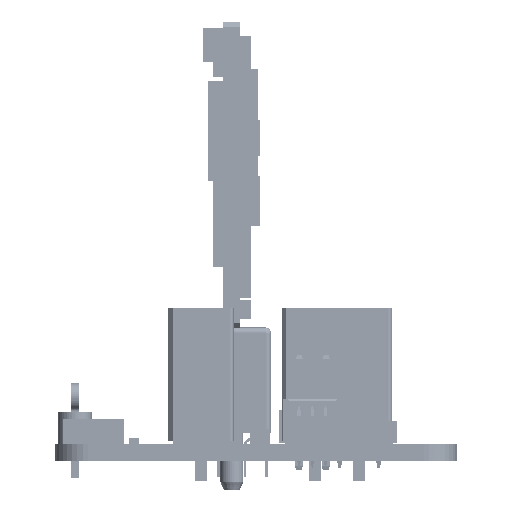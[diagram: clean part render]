
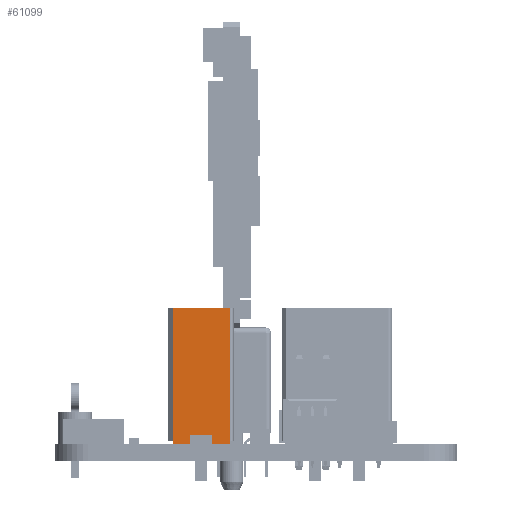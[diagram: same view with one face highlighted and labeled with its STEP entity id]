
A CAD part, left-side view. The second image highlights one B-rep face of the part: STEP entity #61099.
In plain terms, the highlighted face is planar.
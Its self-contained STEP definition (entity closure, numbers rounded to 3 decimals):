
#57669 = PLANE('',#57670);
#57670 = AXIS2_PLACEMENT_3D('',#57671,#57672,#57673);
#57671 = CARTESIAN_POINT('',(-2.7,0.,0.));
#57672 = DIRECTION('',(1.,0.,0.));
#57673 = DIRECTION('',(0.,0.,-1.));
#57694 = VERTEX_POINT('',#57695);
#57695 = CARTESIAN_POINT('',(-2.7,12.8,4.8));
#57709 = PLANE('',#57710);
#57710 = AXIS2_PLACEMENT_3D('',#57711,#57712,#57713);
#57711 = CARTESIAN_POINT('',(-2.7,12.8,-4.8));
#57712 = DIRECTION('',(0.,1.,0.));
#57713 = DIRECTION('',(0.,0.,1.));
#57721 = EDGE_CURVE('',#57694,#57722,#57724,.T.);
#57722 = VERTEX_POINT('',#57723);
#57723 = CARTESIAN_POINT('',(-2.7,0.,4.8));
#57724 = SURFACE_CURVE('',#57725,(#57729,#57736),.PCURVE_S1.);
#57725 = LINE('',#57726,#57727);
#57726 = CARTESIAN_POINT('',(-2.7,12.8,4.8));
#57727 = VECTOR('',#57728,1.);
#57728 = DIRECTION('',(0.,-1.,0.));
#57729 = PCURVE('',#57669,#57730);
#57730 = DEFINITIONAL_REPRESENTATION('',(#57731),#57735);
#57731 = LINE('',#57732,#57733);
#57732 = CARTESIAN_POINT('',(-4.8,12.8));
#57733 = VECTOR('',#57734,1.);
#57734 = DIRECTION('',(0.,-1.));
#57735 = ( GEOMETRIC_REPRESENTATION_CONTEXT(2) 
PARAMETRIC_REPRESENTATION_CONTEXT() REPRESENTATION_CONTEXT('2D SPACE',''
  ) );
#57736 = PCURVE('',#57737,#57742);
#57737 = PLANE('',#57738);
#57738 = AXIS2_PLACEMENT_3D('',#57739,#57740,#57741);
#57739 = CARTESIAN_POINT('',(-2.7,12.8,4.8));
#57740 = DIRECTION('',(0.,0.,1.));
#57741 = DIRECTION('',(0.,-1.,0.));
#57742 = DEFINITIONAL_REPRESENTATION('',(#57743),#57747);
#57743 = LINE('',#57744,#57745);
#57744 = CARTESIAN_POINT('',(0.,0.));
#57745 = VECTOR('',#57746,1.);
#57746 = DIRECTION('',(1.,0.));
#57747 = ( GEOMETRIC_REPRESENTATION_CONTEXT(2) 
PARAMETRIC_REPRESENTATION_CONTEXT() REPRESENTATION_CONTEXT('2D SPACE',''
  ) );
#57765 = PLANE('',#57766);
#57766 = AXIS2_PLACEMENT_3D('',#57767,#57768,#57769);
#57767 = CARTESIAN_POINT('',(-2.7,0.,4.8));
#57768 = DIRECTION('',(0.,-1.,0.));
#57769 = DIRECTION('',(0.,0.,-1.));
#58438 = PLANE('',#58439);
#58439 = AXIS2_PLACEMENT_3D('',#58440,#58441,#58442);
#58440 = CARTESIAN_POINT('',(2.7,0.,0.));
#58441 = DIRECTION('',(1.,0.,0.));
#58442 = DIRECTION('',(0.,0.,-1.));
#58677 = PLANE('',#58678);
#58678 = AXIS2_PLACEMENT_3D('',#58679,#58680,#58681);
#58679 = CARTESIAN_POINT('',(-2.7,0.8,4.8));
#58680 = DIRECTION('',(0.,-1.,0.));
#58681 = DIRECTION('',(1.,0.,0.));
#58776 = PLANE('',#58777);
#58777 = AXIS2_PLACEMENT_3D('',#58778,#58779,#58780);
#58778 = CARTESIAN_POINT('',(1.,0.,3.8));
#58779 = DIRECTION('',(1.,0.,0.));
#58780 = DIRECTION('',(0.,0.,1.));
#58804 = PLANE('',#58805);
#58805 = AXIS2_PLACEMENT_3D('',#58806,#58807,#58808);
#58806 = CARTESIAN_POINT('',(-2.7,0.,4.8));
#58807 = DIRECTION('',(0.,-1.,0.));
#58808 = DIRECTION('',(0.,0.,-1.));
#58882 = PLANE('',#58883);
#58883 = AXIS2_PLACEMENT_3D('',#58884,#58885,#58886);
#58884 = CARTESIAN_POINT('',(-1.,0.,4.8));
#58885 = DIRECTION('',(-1.,0.,0.));
#58886 = DIRECTION('',(0.,0.,-1.));
#59165 = EDGE_CURVE('',#57722,#59166,#59168,.T.);
#59166 = VERTEX_POINT('',#59167);
#59167 = CARTESIAN_POINT('',(-1.,0.,4.8));
#59168 = SURFACE_CURVE('',#59169,(#59173,#59180),.PCURVE_S1.);
#59169 = LINE('',#59170,#59171);
#59170 = CARTESIAN_POINT('',(-2.7,0.,4.8));
#59171 = VECTOR('',#59172,1.);
#59172 = DIRECTION('',(1.,0.,0.));
#59173 = PCURVE('',#57765,#59174);
#59174 = DEFINITIONAL_REPRESENTATION('',(#59175),#59179);
#59175 = LINE('',#59176,#59177);
#59176 = CARTESIAN_POINT('',(0.,0.));
#59177 = VECTOR('',#59178,1.);
#59178 = DIRECTION('',(0.,1.));
#59179 = ( GEOMETRIC_REPRESENTATION_CONTEXT(2) 
PARAMETRIC_REPRESENTATION_CONTEXT() REPRESENTATION_CONTEXT('2D SPACE',''
  ) );
#59180 = PCURVE('',#57737,#59181);
#59181 = DEFINITIONAL_REPRESENTATION('',(#59182),#59186);
#59182 = LINE('',#59183,#59184);
#59183 = CARTESIAN_POINT('',(12.8,0.));
#59184 = VECTOR('',#59185,1.);
#59185 = DIRECTION('',(0.,1.));
#59186 = ( GEOMETRIC_REPRESENTATION_CONTEXT(2) 
PARAMETRIC_REPRESENTATION_CONTEXT() REPRESENTATION_CONTEXT('2D SPACE',''
  ) );
#59214 = EDGE_CURVE('',#59215,#59217,#59219,.T.);
#59215 = VERTEX_POINT('',#59216);
#59216 = CARTESIAN_POINT('',(1.,0.,4.8));
#59217 = VERTEX_POINT('',#59218);
#59218 = CARTESIAN_POINT('',(2.7,0.,4.8));
#59219 = SURFACE_CURVE('',#59220,(#59224,#59231),.PCURVE_S1.);
#59220 = LINE('',#59221,#59222);
#59221 = CARTESIAN_POINT('',(1.,0.,4.8));
#59222 = VECTOR('',#59223,1.);
#59223 = DIRECTION('',(1.,0.,0.));
#59224 = PCURVE('',#58804,#59225);
#59225 = DEFINITIONAL_REPRESENTATION('',(#59226),#59230);
#59226 = LINE('',#59227,#59228);
#59227 = CARTESIAN_POINT('',(0.,3.7));
#59228 = VECTOR('',#59229,1.);
#59229 = DIRECTION('',(0.,1.));
#59230 = ( GEOMETRIC_REPRESENTATION_CONTEXT(2) 
PARAMETRIC_REPRESENTATION_CONTEXT() REPRESENTATION_CONTEXT('2D SPACE',''
  ) );
#59231 = PCURVE('',#57737,#59232);
#59232 = DEFINITIONAL_REPRESENTATION('',(#59233),#59237);
#59233 = LINE('',#59234,#59235);
#59234 = CARTESIAN_POINT('',(12.8,3.7));
#59235 = VECTOR('',#59236,1.);
#59236 = DIRECTION('',(0.,1.));
#59237 = ( GEOMETRIC_REPRESENTATION_CONTEXT(2) 
PARAMETRIC_REPRESENTATION_CONTEXT() REPRESENTATION_CONTEXT('2D SPACE',''
  ) );
#59870 = EDGE_CURVE('',#59871,#59873,#59875,.T.);
#59871 = VERTEX_POINT('',#59872);
#59872 = CARTESIAN_POINT('',(-1.,0.8,4.8));
#59873 = VERTEX_POINT('',#59874);
#59874 = CARTESIAN_POINT('',(1.,0.8,4.8));
#59875 = SURFACE_CURVE('',#59876,(#59880,#59887),.PCURVE_S1.);
#59876 = LINE('',#59877,#59878);
#59877 = CARTESIAN_POINT('',(-1.,0.8,4.8));
#59878 = VECTOR('',#59879,1.);
#59879 = DIRECTION('',(1.,0.,0.));
#59880 = PCURVE('',#58677,#59881);
#59881 = DEFINITIONAL_REPRESENTATION('',(#59882),#59886);
#59882 = LINE('',#59883,#59884);
#59883 = CARTESIAN_POINT('',(1.7,0.));
#59884 = VECTOR('',#59885,1.);
#59885 = DIRECTION('',(1.,0.));
#59886 = ( GEOMETRIC_REPRESENTATION_CONTEXT(2) 
PARAMETRIC_REPRESENTATION_CONTEXT() REPRESENTATION_CONTEXT('2D SPACE',''
  ) );
#59887 = PCURVE('',#57737,#59888);
#59888 = DEFINITIONAL_REPRESENTATION('',(#59889),#59893);
#59889 = LINE('',#59890,#59891);
#59890 = CARTESIAN_POINT('',(12.,1.7));
#59891 = VECTOR('',#59892,1.);
#59892 = DIRECTION('',(0.,1.));
#59893 = ( GEOMETRIC_REPRESENTATION_CONTEXT(2) 
PARAMETRIC_REPRESENTATION_CONTEXT() REPRESENTATION_CONTEXT('2D SPACE',''
  ) );
#60453 = EDGE_CURVE('',#60454,#59217,#60456,.T.);
#60454 = VERTEX_POINT('',#60455);
#60455 = CARTESIAN_POINT('',(2.7,12.8,4.8));
#60456 = SURFACE_CURVE('',#60457,(#60461,#60468),.PCURVE_S1.);
#60457 = LINE('',#60458,#60459);
#60458 = CARTESIAN_POINT('',(2.7,12.8,4.8));
#60459 = VECTOR('',#60460,1.);
#60460 = DIRECTION('',(0.,-1.,0.));
#60461 = PCURVE('',#58438,#60462);
#60462 = DEFINITIONAL_REPRESENTATION('',(#60463),#60467);
#60463 = LINE('',#60464,#60465);
#60464 = CARTESIAN_POINT('',(-4.8,12.8));
#60465 = VECTOR('',#60466,1.);
#60466 = DIRECTION('',(0.,-1.));
#60467 = ( GEOMETRIC_REPRESENTATION_CONTEXT(2) 
PARAMETRIC_REPRESENTATION_CONTEXT() REPRESENTATION_CONTEXT('2D SPACE',''
  ) );
#60468 = PCURVE('',#57737,#60469);
#60469 = DEFINITIONAL_REPRESENTATION('',(#60470),#60474);
#60470 = LINE('',#60471,#60472);
#60471 = CARTESIAN_POINT('',(0.,5.4));
#60472 = VECTOR('',#60473,1.);
#60473 = DIRECTION('',(1.,0.));
#60474 = ( GEOMETRIC_REPRESENTATION_CONTEXT(2) 
PARAMETRIC_REPRESENTATION_CONTEXT() REPRESENTATION_CONTEXT('2D SPACE',''
  ) );
#60561 = EDGE_CURVE('',#57694,#60454,#60562,.T.);
#60562 = SURFACE_CURVE('',#60563,(#60567,#60574),.PCURVE_S1.);
#60563 = LINE('',#60564,#60565);
#60564 = CARTESIAN_POINT('',(-2.7,12.8,4.8));
#60565 = VECTOR('',#60566,1.);
#60566 = DIRECTION('',(1.,0.,0.));
#60567 = PCURVE('',#57709,#60568);
#60568 = DEFINITIONAL_REPRESENTATION('',(#60569),#60573);
#60569 = LINE('',#60570,#60571);
#60570 = CARTESIAN_POINT('',(9.6,0.));
#60571 = VECTOR('',#60572,1.);
#60572 = DIRECTION('',(0.,1.));
#60573 = ( GEOMETRIC_REPRESENTATION_CONTEXT(2) 
PARAMETRIC_REPRESENTATION_CONTEXT() REPRESENTATION_CONTEXT('2D SPACE',''
  ) );
#60574 = PCURVE('',#57737,#60575);
#60575 = DEFINITIONAL_REPRESENTATION('',(#60576),#60580);
#60576 = LINE('',#60577,#60578);
#60577 = CARTESIAN_POINT('',(0.,0.));
#60578 = VECTOR('',#60579,1.);
#60579 = DIRECTION('',(0.,1.));
#60580 = ( GEOMETRIC_REPRESENTATION_CONTEXT(2) 
PARAMETRIC_REPRESENTATION_CONTEXT() REPRESENTATION_CONTEXT('2D SPACE',''
  ) );
#61099 = ADVANCED_FACE('',(#61100),#57737,.T.);
#61100 = FACE_BOUND('',#61101,.F.);
#61101 = EDGE_LOOP('',(#61102,#61103,#61104,#61105,#61106,#61107,#61128,
    #61129));
#61102 = ORIENTED_EDGE('',*,*,#59165,.F.);
#61103 = ORIENTED_EDGE('',*,*,#57721,.F.);
#61104 = ORIENTED_EDGE('',*,*,#60561,.T.);
#61105 = ORIENTED_EDGE('',*,*,#60453,.T.);
#61106 = ORIENTED_EDGE('',*,*,#59214,.F.);
#61107 = ORIENTED_EDGE('',*,*,#61108,.T.);
#61108 = EDGE_CURVE('',#59215,#59873,#61109,.T.);
#61109 = SURFACE_CURVE('',#61110,(#61114,#61121),.PCURVE_S1.);
#61110 = LINE('',#61111,#61112);
#61111 = CARTESIAN_POINT('',(1.,0.,4.8));
#61112 = VECTOR('',#61113,1.);
#61113 = DIRECTION('',(0.,1.,0.));
#61114 = PCURVE('',#57737,#61115);
#61115 = DEFINITIONAL_REPRESENTATION('',(#61116),#61120);
#61116 = LINE('',#61117,#61118);
#61117 = CARTESIAN_POINT('',(12.8,3.7));
#61118 = VECTOR('',#61119,1.);
#61119 = DIRECTION('',(-1.,0.));
#61120 = ( GEOMETRIC_REPRESENTATION_CONTEXT(2) 
PARAMETRIC_REPRESENTATION_CONTEXT() REPRESENTATION_CONTEXT('2D SPACE',''
  ) );
#61121 = PCURVE('',#58776,#61122);
#61122 = DEFINITIONAL_REPRESENTATION('',(#61123),#61127);
#61123 = LINE('',#61124,#61125);
#61124 = CARTESIAN_POINT('',(1.,0.));
#61125 = VECTOR('',#61126,1.);
#61126 = DIRECTION('',(0.,-1.));
#61127 = ( GEOMETRIC_REPRESENTATION_CONTEXT(2) 
PARAMETRIC_REPRESENTATION_CONTEXT() REPRESENTATION_CONTEXT('2D SPACE',''
  ) );
#61128 = ORIENTED_EDGE('',*,*,#59870,.F.);
#61129 = ORIENTED_EDGE('',*,*,#61130,.F.);
#61130 = EDGE_CURVE('',#59166,#59871,#61131,.T.);
#61131 = SURFACE_CURVE('',#61132,(#61136,#61143),.PCURVE_S1.);
#61132 = LINE('',#61133,#61134);
#61133 = CARTESIAN_POINT('',(-1.,0.,4.8));
#61134 = VECTOR('',#61135,1.);
#61135 = DIRECTION('',(0.,1.,0.));
#61136 = PCURVE('',#57737,#61137);
#61137 = DEFINITIONAL_REPRESENTATION('',(#61138),#61142);
#61138 = LINE('',#61139,#61140);
#61139 = CARTESIAN_POINT('',(12.8,1.7));
#61140 = VECTOR('',#61141,1.);
#61141 = DIRECTION('',(-1.,0.));
#61142 = ( GEOMETRIC_REPRESENTATION_CONTEXT(2) 
PARAMETRIC_REPRESENTATION_CONTEXT() REPRESENTATION_CONTEXT('2D SPACE',''
  ) );
#61143 = PCURVE('',#58882,#61144);
#61144 = DEFINITIONAL_REPRESENTATION('',(#61145),#61149);
#61145 = LINE('',#61146,#61147);
#61146 = CARTESIAN_POINT('',(0.,0.));
#61147 = VECTOR('',#61148,1.);
#61148 = DIRECTION('',(0.,-1.));
#61149 = ( GEOMETRIC_REPRESENTATION_CONTEXT(2) 
PARAMETRIC_REPRESENTATION_CONTEXT() REPRESENTATION_CONTEXT('2D SPACE',''
  ) );
